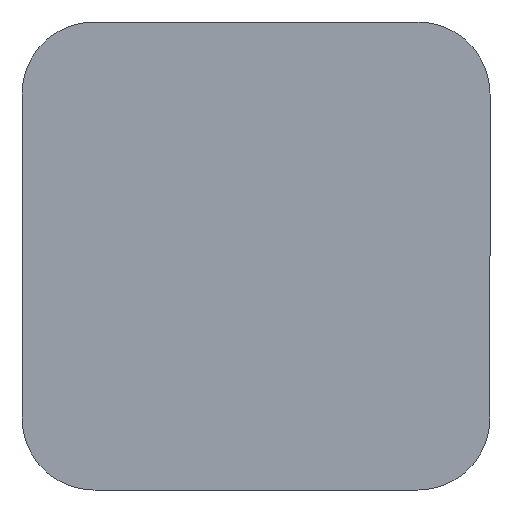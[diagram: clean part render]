
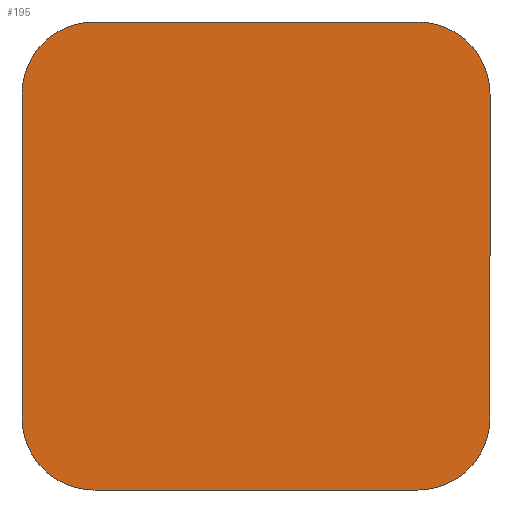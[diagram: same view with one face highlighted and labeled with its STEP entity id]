
A CAD part, front view. The second image highlights one B-rep face of the part: STEP entity #195.
In plain terms, the highlighted planar face has unit normal (0, -1, 0).
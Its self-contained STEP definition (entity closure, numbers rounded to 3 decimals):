
#29 = LINE ( 'NONE', #424, #292 ) ;
#34 = EDGE_CURVE ( 'NONE', #160, #156, #35, .T. ) ;
#35 = CIRCLE ( 'NONE', #417, 0.5 ) ;
#39 = LINE ( 'NONE', #126, #256 ) ;
#46 = ORIENTED_EDGE ( 'NONE', *, *, #34, .T. ) ;
#48 = EDGE_LOOP ( 'NONE', ( #452, #46, #77, #345, #234, #450, #296, #197 ) ) ;
#57 = DIRECTION ( 'NONE',  ( 0., 0., 1. ) ) ;
#59 = CIRCLE ( 'NONE', #243, 0.5 ) ;
#74 = CARTESIAN_POINT ( 'NONE',  ( -1.125, 0., -1.125 ) ) ;
#75 = AXIS2_PLACEMENT_3D ( 'NONE', #333, #226, #295 ) ;
#77 = ORIENTED_EDGE ( 'NONE', *, *, #297, .F. ) ;
#83 = DIRECTION ( 'NONE',  ( -1., 0., 0. ) ) ;
#112 = LINE ( 'NONE', #149, #299 ) ;
#125 = VERTEX_POINT ( 'NONE', #210 ) ;
#126 = CARTESIAN_POINT ( 'NONE',  ( 1.625, 0., -1.625 ) ) ;
#144 = CARTESIAN_POINT ( 'NONE',  ( -1.625, 0., 1.125 ) ) ;
#145 = DIRECTION ( 'NONE',  ( 0., 0., 1. ) ) ;
#146 = VECTOR ( 'NONE', #145, 1000. ) ;
#149 = CARTESIAN_POINT ( 'NONE',  ( -1.625, 0., -1.625 ) ) ;
#156 = VERTEX_POINT ( 'NONE', #144 ) ;
#160 = VERTEX_POINT ( 'NONE', #322 ) ;
#173 = EDGE_CURVE ( 'NONE', #125, #342, #59, .T. ) ;
#177 = AXIS2_PLACEMENT_3D ( 'NONE', #285, #430, #287 ) ;
#181 = EDGE_CURVE ( 'NONE', #160, #342, #29, .T. ) ;
#191 = DIRECTION ( 'NONE',  ( 0., 0., -1. ) ) ;
#193 = AXIS2_PLACEMENT_3D ( 'NONE', #74, #222, #365 ) ;
#195 = ADVANCED_FACE ( 'NONE', ( #467 ), #463, .F. ) ;
#196 = CARTESIAN_POINT ( 'NONE',  ( -1.625, 0., -1.125 ) ) ;
#197 = ORIENTED_EDGE ( 'NONE', *, *, #173, .T. ) ;
#210 = CARTESIAN_POINT ( 'NONE',  ( 1.625, 0., 1.125 ) ) ;
#215 = DIRECTION ( 'NONE',  ( 0., 0., 1. ) ) ;
#216 = CARTESIAN_POINT ( 'NONE',  ( 1.125, 0., 1.125 ) ) ;
#222 = DIRECTION ( 'NONE',  ( 0., -1., 0. ) ) ;
#226 = DIRECTION ( 'NONE',  ( 0., -1., 0. ) ) ;
#232 = VERTEX_POINT ( 'NONE', #348 ) ;
#234 = ORIENTED_EDGE ( 'NONE', *, *, #398, .F. ) ;
#243 = AXIS2_PLACEMENT_3D ( 'NONE', #216, #393, #57 ) ;
#256 = VECTOR ( 'NONE', #191, 1000. ) ;
#269 = CARTESIAN_POINT ( 'NONE',  ( 1.625, 0., -1.125 ) ) ;
#284 = CARTESIAN_POINT ( 'NONE',  ( -1.125, 0., 1.125 ) ) ;
#285 = CARTESIAN_POINT ( 'NONE',  ( 0., 0., 0. ) ) ;
#287 = DIRECTION ( 'NONE',  ( 0., 0., 1. ) ) ;
#289 = CIRCLE ( 'NONE', #193, 0.5 ) ;
#292 = VECTOR ( 'NONE', #318, 1000. ) ;
#295 = DIRECTION ( 'NONE',  ( 0., 0., 1. ) ) ;
#296 = ORIENTED_EDGE ( 'NONE', *, *, #438, .F. ) ;
#297 = EDGE_CURVE ( 'NONE', #372, #156, #326, .T. ) ;
#299 = VECTOR ( 'NONE', #83, 1000. ) ;
#305 = CARTESIAN_POINT ( 'NONE',  ( 1.125, 0., -1.625 ) ) ;
#318 = DIRECTION ( 'NONE',  ( 1., 0., 0. ) ) ;
#322 = CARTESIAN_POINT ( 'NONE',  ( -1.125, 0., 1.625 ) ) ;
#326 = LINE ( 'NONE', #470, #146 ) ;
#333 = CARTESIAN_POINT ( 'NONE',  ( 1.125, 0., -1.125 ) ) ;
#342 = VERTEX_POINT ( 'NONE', #465 ) ;
#345 = ORIENTED_EDGE ( 'NONE', *, *, #423, .T. ) ;
#348 = CARTESIAN_POINT ( 'NONE',  ( -1.125, 0., -1.625 ) ) ;
#365 = DIRECTION ( 'NONE',  ( 0., 0., 1. ) ) ;
#372 = VERTEX_POINT ( 'NONE', #196 ) ;
#373 = VERTEX_POINT ( 'NONE', #305 ) ;
#380 = VERTEX_POINT ( 'NONE', #269 ) ;
#393 = DIRECTION ( 'NONE',  ( 0., -1., 0. ) ) ;
#398 = EDGE_CURVE ( 'NONE', #373, #232, #112, .T. ) ;
#417 = AXIS2_PLACEMENT_3D ( 'NONE', #284, #432, #215 ) ;
#423 = EDGE_CURVE ( 'NONE', #372, #232, #289, .T. ) ;
#424 = CARTESIAN_POINT ( 'NONE',  ( -1.625, 0., 1.625 ) ) ;
#430 = DIRECTION ( 'NONE',  ( 0., 1., 0. ) ) ;
#432 = DIRECTION ( 'NONE',  ( 0., -1., 0. ) ) ;
#438 = EDGE_CURVE ( 'NONE', #125, #380, #39, .T. ) ;
#450 = ORIENTED_EDGE ( 'NONE', *, *, #473, .T. ) ;
#452 = ORIENTED_EDGE ( 'NONE', *, *, #181, .F. ) ;
#454 = CIRCLE ( 'NONE', #75, 0.5 ) ;
#463 = PLANE ( 'NONE',  #177 ) ;
#465 = CARTESIAN_POINT ( 'NONE',  ( 1.125, 0., 1.625 ) ) ;
#467 = FACE_OUTER_BOUND ( 'NONE', #48, .T. ) ;
#470 = CARTESIAN_POINT ( 'NONE',  ( -1.625, 0., -1.625 ) ) ;
#473 = EDGE_CURVE ( 'NONE', #373, #380, #454, .T. ) ;
